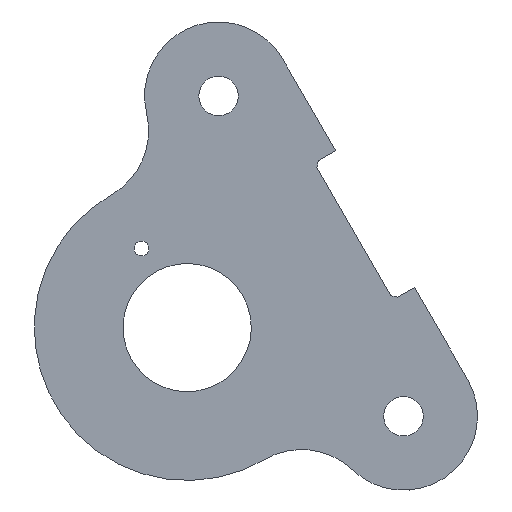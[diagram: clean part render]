
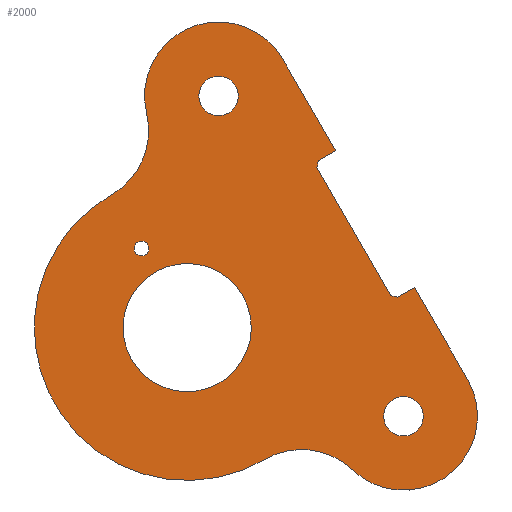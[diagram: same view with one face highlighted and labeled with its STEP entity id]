
A CAD part, front view. The second image highlights one B-rep face of the part: STEP entity #2000.
In plain terms, the highlighted planar face has unit normal (0, -1, 0).
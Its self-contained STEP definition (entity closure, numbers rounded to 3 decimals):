
#100=CARTESIAN_POINT('',(-124.047,-28.3,-53.144));
#110=VERTEX_POINT('',#100);
#280=CARTESIAN_POINT('',(-124.413,-28.3,-54.51));
#290=VERTEX_POINT('',#280);
#320=CARTESIAN_POINT('',(-124.413,-28.3,-54.51));
#330=DIRECTION('',(0.259,0.,0.966));
#340=VECTOR('',#330,1.);
#350=LINE('',#320,#340);
#360=EDGE_CURVE('',#290,#110,#350,.T.);
#410=CARTESIAN_POINT('',(0.,-28.3,0.));
#420=DIRECTION('',(0.,-1.,0.));
#430=DIRECTION('',(0.5,0.,-0.866));
#440=AXIS2_PLACEMENT_3D('',#410,#420,#430);
#450=PLANE('',#440);
#460=ORIENTED_EDGE('',*,*,#360,.T.);
#470=CARTESIAN_POINT('',(-116.913,-28.3,-67.5));
#480=DIRECTION('',(0.5,0.,-0.866));
#490=VECTOR('',#480,1.);
#500=LINE('',#470,#490);
#510=CARTESIAN_POINT('',(-109.413,-28.3,-80.49));
#520=VERTEX_POINT('',#510);
#530=EDGE_CURVE('',#290,#520,#500,.T.);
#540=ORIENTED_EDGE('',*,*,#530,.F.);
#550=CARTESIAN_POINT('',(-108.047,-28.3,-80.856));
#560=DIRECTION('',(-0.966,0.,0.259));
#570=VECTOR('',#560,1.);
#580=LINE('',#550,#570);
#590=CARTESIAN_POINT('',(-108.047,-28.3,-80.856));
#600=VERTEX_POINT('',#590);
#610=EDGE_CURVE('',#600,#520,#580,.T.);
#620=ORIENTED_EDGE('',*,*,#610,.T.);
#630=CARTESIAN_POINT('',(-104.583,-28.3,-78.856));
#640=DIRECTION('',(-0.866,0.,-0.5));
#650=VECTOR('',#640,1.);
#660=LINE('',#630,#650);
#670=CARTESIAN_POINT('',(-104.583,-28.3,-78.856));
#680=VERTEX_POINT('',#670);
#690=EDGE_CURVE('',#680,#600,#660,.T.);
#700=ORIENTED_EDGE('',*,*,#690,.T.);
#710=CARTESIAN_POINT('',(-104.583,-28.3,-78.856));
#720=DIRECTION('',(0.5,0.,-0.866));
#730=VECTOR('',#720,1.);
#740=LINE('',#710,#730);
#750=CARTESIAN_POINT('',(-93.833,-28.3,-97.476));
#760=VERTEX_POINT('',#750);
#770=EDGE_CURVE('',#680,#760,#740,.T.);
#780=ORIENTED_EDGE('',*,*,#770,.F.);
#790=CARTESIAN_POINT('',(-106.824,-28.3,-104.976));
#800=DIRECTION('',(0.,-1.,-0.));
#810=DIRECTION('',(-0.689,0.,-0.725));
#820=AXIS2_PLACEMENT_3D('',#790,#800,#810);
#830=CIRCLE('',#820,15.);
#840=CARTESIAN_POINT('',(-117.157,-28.3,-115.849));
#850=VERTEX_POINT('',#840);
#860=EDGE_CURVE('',#850,#760,#830,.T.);
#870=ORIENTED_EDGE('',*,*,#860,.T.);
#880=CARTESIAN_POINT('',(-127.49,-28.3,-126.722));
#890=DIRECTION('',(0.,1.,0.));
#900=DIRECTION('',(-0.504,0.,0.864));
#910=AXIS2_PLACEMENT_3D('',#880,#890,#900);
#920=CIRCLE('',#910,15.);
#930=CARTESIAN_POINT('',(-135.055,-28.3,-113.769));
#940=VERTEX_POINT('',#930);
#950=EDGE_CURVE('',#940,#850,#920,.T.);
#960=ORIENTED_EDGE('',*,*,#950,.T.);
#970=CARTESIAN_POINT('',(-150.688,-28.3,-87.));
#980=DIRECTION('',(0.,-1.,0.));
#990=DIRECTION('',(-0.496,0.,0.869));
#1000=AXIS2_PLACEMENT_3D('',#970,#980,#990);
#1010=CIRCLE('',#1000,31.);
#1020=CARTESIAN_POINT('',(-166.054,-28.3,-60.076));
#1030=VERTEX_POINT('',#1020);
#1040=EDGE_CURVE('',#1030,#940,#1010,.T.);
#1050=ORIENTED_EDGE('',*,*,#1040,.T.);
#1060=CARTESIAN_POINT('',(-173.49,-28.3,-47.049));
#1070=DIRECTION('',(-0.,1.,0.));
#1080=DIRECTION('',(0.972,0.,0.234));
#1090=AXIS2_PLACEMENT_3D('',#1060,#1070,#1080);
#1100=CIRCLE('',#1090,15.);
#1110=CARTESIAN_POINT('',(-158.907,-28.3,-43.536));
#1120=VERTEX_POINT('',#1110);
#1130=EDGE_CURVE('',#1120,#1030,#1100,.T.);
#1140=ORIENTED_EDGE('',*,*,#1130,.T.);
#1150=CARTESIAN_POINT('',(-144.324,-28.3,-40.024));
#1160=DIRECTION('',(0.,-1.,0.));
#1170=DIRECTION('',(0.866,0.,0.5));
#1180=AXIS2_PLACEMENT_3D('',#1150,#1160,#1170);
#1190=CIRCLE('',#1180,15.);
#1200=CARTESIAN_POINT('',(-131.333,-28.3,-32.524));
#1210=VERTEX_POINT('',#1200);
#1220=EDGE_CURVE('',#1210,#1120,#1190,.T.);
#1230=ORIENTED_EDGE('',*,*,#1220,.T.);
#1240=CARTESIAN_POINT('',(-131.333,-28.3,-32.524));
#1250=DIRECTION('',(0.5,0.,-0.866));
#1260=VECTOR('',#1250,1.);
#1270=LINE('',#1240,#1260);
#1280=CARTESIAN_POINT('',(-120.583,-28.3,-51.144));
#1290=VERTEX_POINT('',#1280);
#1300=EDGE_CURVE('',#1210,#1290,#1270,.T.);
#1310=ORIENTED_EDGE('',*,*,#1300,.F.);
#1320=CARTESIAN_POINT('',(-120.583,-28.3,-51.144));
#1330=DIRECTION('',(-0.866,0.,
-0.5));
#1340=VECTOR('',#1330,1.);
#1350=LINE('',#1320,#1340);
#1360=EDGE_CURVE('',#1290,#110,#1350,.T.);
#1370=ORIENTED_EDGE('',*,*,#1360,.F.);
#1380=EDGE_LOOP('',(#1370,#1310,#1230,#1140,#1050,#960,#870,#780,#700,
#620,#540,#460));
#1390=FACE_OUTER_BOUND('',#1380,.T.);
#1400=CARTESIAN_POINT('',(-159.938,-28.3,-70.979));
#1410=DIRECTION('',(0.,1.,0.));
#1420=DIRECTION('',(-0.5,0.,0.866));
#1430=AXIS2_PLACEMENT_3D('',#1400,#1410,#1420);
#1440=CIRCLE('',#1430,1.5);
#1450=CARTESIAN_POINT('',(-159.188,-28.3,-72.278));
#1460=VERTEX_POINT('',#1450);
#1470=CARTESIAN_POINT('',(-160.688,-28.3,-69.679));
#1480=VERTEX_POINT('',#1470);
#1490=EDGE_CURVE('',#1460,#1480,#1440,.T.);
#1500=ORIENTED_EDGE('',*,*,#1490,.T.);
#1510=EDGE_CURVE('',#1480,#1460,#1440,.T.);
#1520=ORIENTED_EDGE('',*,*,#1510,.T.);
#1530=EDGE_LOOP('',(#1520,#1500));
#1540=FACE_BOUND('',#1530,.T.);
#1550=CARTESIAN_POINT('',(-106.824,-28.3,-104.976));
#1560=DIRECTION('',(0.,1.,0.));
#1570=DIRECTION('',(0.5,0.,-0.866));
#1580=AXIS2_PLACEMENT_3D('',#1550,#1560,#1570);
#1590=CIRCLE('',#1580,4.);
#1600=CARTESIAN_POINT('',(-108.824,-28.3,-101.512));
#1610=VERTEX_POINT('',#1600);
#1620=CARTESIAN_POINT('',(-104.824,-28.3,-108.44));
#1630=VERTEX_POINT('',#1620);
#1640=EDGE_CURVE('',#1610,#1630,#1590,.T.);
#1650=ORIENTED_EDGE('',*,*,#1640,.T.);
#1660=EDGE_CURVE('',#1630,#1610,#1590,.T.);
#1670=ORIENTED_EDGE('',*,*,#1660,.T.);
#1680=EDGE_LOOP('',(#1670,#1650));
#1690=FACE_BOUND('',#1680,.T.);
#1700=CARTESIAN_POINT('',(-144.324,-28.3,-40.024));
#1710=DIRECTION('',(0.,1.,0.));
#1720=DIRECTION('',(-0.5,0.,0.866));
#1730=AXIS2_PLACEMENT_3D('',#1700,#1710,#1720);
#1740=CIRCLE('',#1730,4.);
#1750=CARTESIAN_POINT('',(-142.324,-28.3,-43.488));
#1760=VERTEX_POINT('',#1750);
#1770=CARTESIAN_POINT('',(-146.324,-28.3,-36.56));
#1780=VERTEX_POINT('',#1770);
#1790=EDGE_CURVE('',#1760,#1780,#1740,.T.);
#1800=ORIENTED_EDGE('',*,*,#1790,.T.);
#1810=EDGE_CURVE('',#1780,#1760,#1740,.T.);
#1820=ORIENTED_EDGE('',*,*,#1810,.T.);
#1830=EDGE_LOOP('',(#1820,#1800));
#1840=FACE_BOUND('',#1830,.T.);
#1850=CARTESIAN_POINT('',(-150.688,-28.3,
-87.));
#1860=DIRECTION('',(0.,1.,0.));
#1870=DIRECTION('',(-0.854,0.,
0.52));
#1880=AXIS2_PLACEMENT_3D('',#1850,#1860,#1870);
#1890=CIRCLE('',#1880,13.);
#1900=CARTESIAN_POINT('',(-139.587,-28.3,
-93.764));
#1910=VERTEX_POINT('',#1900);
#1920=CARTESIAN_POINT('',(-161.79,-28.3,
-80.236));
#1930=VERTEX_POINT('',#1920);
#1940=EDGE_CURVE('',#1910,#1930,#1890,.T.);
#1950=ORIENTED_EDGE('',*,*,#1940,.T.);
#1960=EDGE_CURVE('',#1930,#1910,#1890,.T.);
#1970=ORIENTED_EDGE('',*,*,#1960,.T.);
#1980=EDGE_LOOP('',(#1970,#1950));
#1990=FACE_BOUND('',#1980,.T.);
#2000=ADVANCED_FACE('',(#1390,#1540,#1690,#1840,#1990),#450,.T.);
